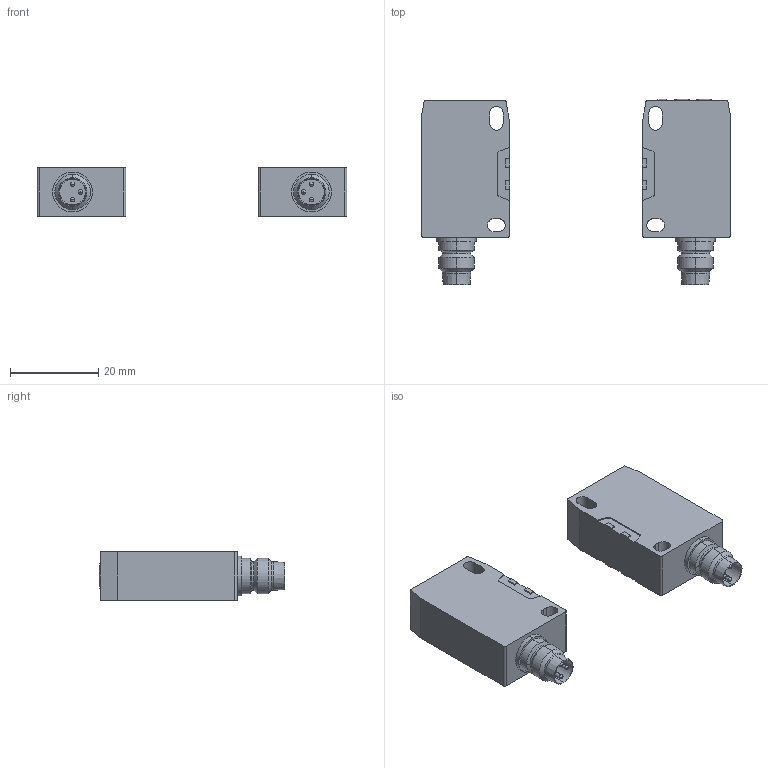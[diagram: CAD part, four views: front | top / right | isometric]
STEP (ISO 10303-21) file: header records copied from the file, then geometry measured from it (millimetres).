
FILE_DESCRIPTION (( 'STEP AP214' ), '1' );
FILE_NAME ('FERHD-0N-0F.step', '2018-04-12T22:05:24', ( '' ), ( '' ), 'SwSTEP 2.0', 'SolidWorks 2017', '' );
FILE_SCHEMA (( 'AUTOMOTIVE_DESIGN' ));
Length unit declared in the file: inch
Products named in the file (3): FERHD-0N-0F_2; FERHD-0N-0F; FERHD-0N-0F_1
Assembly tree (2 placements, depth 2):
  FERHD-0N-0F
    FERHD-0N-0F_1
    FERHD-0N-0F_2
Bounding box: 70 x 42.03 x 11 mm (x, y, z)
Volume: 13706.8 mm3; surface area: 5928.4 mm2
Topology: 2 solids, 2 shells, 176 faces, 456 edges, 300 vertices
Faces by surface type: plane 84, cylinder 60, cone 16, torus 12, bspline 4
Entity records: 5772 total; most frequent: CARTESIAN_POINT 1189, DIRECTION 970, ORIENTED_EDGE 912, EDGE_CURVE 456, AXIS2_PLACEMENT_3D 345, VERTEX_POINT 300, LINE 280, VECTOR 280
